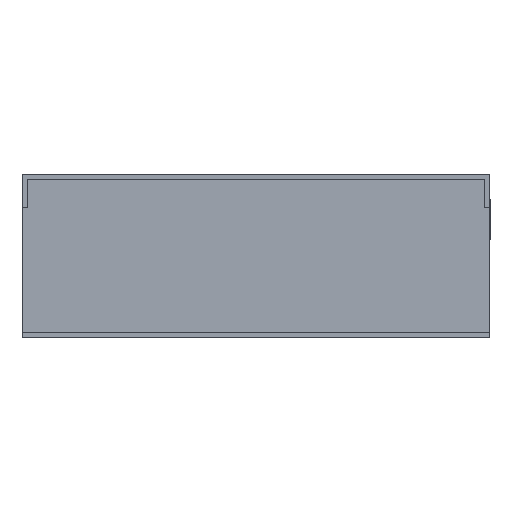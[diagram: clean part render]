
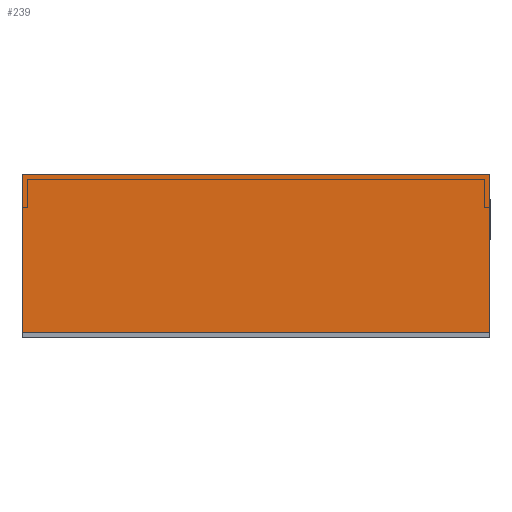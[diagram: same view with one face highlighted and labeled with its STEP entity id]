
A CAD part, left-side view. The second image highlights one B-rep face of the part: STEP entity #239.
In plain terms, the highlighted planar face has unit normal (-1, 0, 0).
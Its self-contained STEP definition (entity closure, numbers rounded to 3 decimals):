
#40 = AXIS2_PLACEMENT_3D ( 'NONE', #3077, #3071, #3064 ) ;
#135 = LINE ( 'NONE', #5319, #4379 ) ;
#150 = FACE_OUTER_BOUND ( 'NONE', #2104, .T. ) ;
#239 = ADVANCED_FACE ( 'NONE', ( #150 ), #3169, .F. ) ;
#370 = CARTESIAN_POINT ( 'NONE',  ( -235., -70., -1.5 ) ) ;
#378 = DIRECTION ( 'NONE',  ( 0., 0., -1. ) ) ;
#646 = VERTEX_POINT ( 'NONE', #1913 ) ;
#679 = EDGE_CURVE ( 'NONE', #3585, #646, #816, .T. ) ;
#816 = LINE ( 'NONE', #1701, #1945 ) ;
#985 = LINE ( 'NONE', #2790, #4285 ) ;
#1349 = VECTOR ( 'NONE', #378, 1000. ) ;
#1681 = DIRECTION ( 'NONE',  ( 0., 1., 0. ) ) ;
#1701 = CARTESIAN_POINT ( 'NONE',  ( -235., -538.626, -47.5 ) ) ;
#1913 = CARTESIAN_POINT ( 'NONE',  ( -235., 70., -47.5 ) ) ;
#1945 = VECTOR ( 'NONE', #1681, 1000. ) ;
#2104 = EDGE_LOOP ( 'NONE', ( #5116, #4005, #3009, #4784 ) ) ;
#2495 = LINE ( 'NONE', #370, #1349 ) ;
#2790 = CARTESIAN_POINT ( 'NONE',  ( -235., 70., -47.5 ) ) ;
#2816 = DIRECTION ( 'NONE',  ( 0., 0., 1. ) ) ;
#3009 = ORIENTED_EDGE ( 'NONE', *, *, #3277, .F. ) ;
#3064 = DIRECTION ( 'NONE',  ( 0., 1., 0. ) ) ;
#3071 = DIRECTION ( 'NONE',  ( 1., 0., 0. ) ) ;
#3077 = CARTESIAN_POINT ( 'NONE',  ( -235., -538.626, -47.5 ) ) ;
#3169 = PLANE ( 'NONE',  #40 ) ;
#3277 = EDGE_CURVE ( 'NONE', #5147, #3585, #2495, .T. ) ;
#3424 = CARTESIAN_POINT ( 'NONE',  ( -235., 70., 0. ) ) ;
#3585 = VERTEX_POINT ( 'NONE', #4835 ) ;
#3688 = EDGE_CURVE ( 'NONE', #4699, #5147, #135, .T. ) ;
#4005 = ORIENTED_EDGE ( 'NONE', *, *, #679, .F. ) ;
#4170 = EDGE_CURVE ( 'NONE', #646, #4699, #985, .T. ) ;
#4285 = VECTOR ( 'NONE', #2816, 1000. ) ;
#4379 = VECTOR ( 'NONE', #5236, 1000. ) ;
#4699 = VERTEX_POINT ( 'NONE', #3424 ) ;
#4784 = ORIENTED_EDGE ( 'NONE', *, *, #3688, .F. ) ;
#4835 = CARTESIAN_POINT ( 'NONE',  ( -235., -70., -47.5 ) ) ;
#5116 = ORIENTED_EDGE ( 'NONE', *, *, #4170, .F. ) ;
#5147 = VERTEX_POINT ( 'NONE', #5373 ) ;
#5236 = DIRECTION ( 'NONE',  ( 0., -1., 0. ) ) ;
#5319 = CARTESIAN_POINT ( 'NONE',  ( -235., -592.304, 0. ) ) ;
#5373 = CARTESIAN_POINT ( 'NONE',  ( -235., -70., 0. ) ) ;
